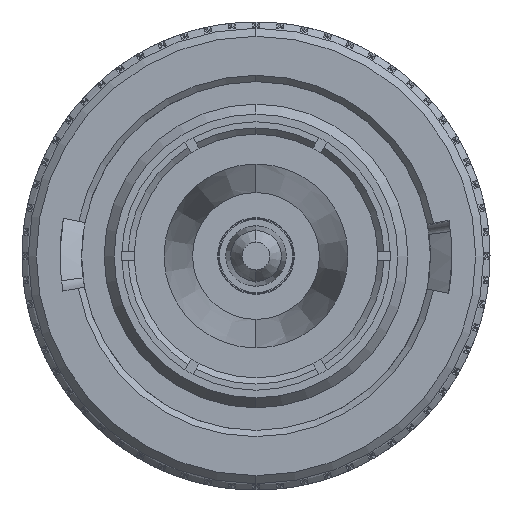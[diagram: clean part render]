
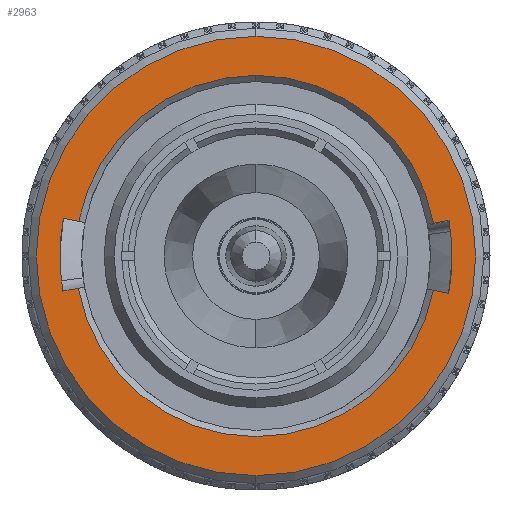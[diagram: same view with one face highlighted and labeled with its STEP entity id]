
A CAD part, left-side view. The second image highlights one B-rep face of the part: STEP entity #2963.
In plain terms, the highlighted planar face has unit normal (-1, 0, 0).
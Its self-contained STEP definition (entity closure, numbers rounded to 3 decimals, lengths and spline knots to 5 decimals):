
#726 = EDGE_CURVE ( 'NONE', #69352, #7357, #127701, .T. ) ;
#1825 = VERTEX_POINT ( 'NONE', #173742 ) ;
#2037 = EDGE_CURVE ( 'NONE', #19664, #69352, #63385, .T. ) ;
#2963 = ADVANCED_FACE ( 'NONE', ( #163198, #43920 ), #44902, .F. ) ;
#4106 = ORIENTED_EDGE ( 'NONE', *, *, #10671, .T. ) ;
#5442 = DIRECTION ( 'NONE',  ( 1., 0., 0. ) ) ;
#6007 = B_SPLINE_CURVE_WITH_KNOTS ( 'NONE', 3,
 ( #75167, #132858, #104000, #195524 ),
 .UNSPECIFIED., .F., .F.,
 ( 4, 4 ),
 ( 0., 0.71429 ),
 .UNSPECIFIED. ) ;
#7357 = VERTEX_POINT ( 'NONE', #26008 ) ;
#9243 = CARTESIAN_POINT ( 'NONE',  ( 0., 0., 0.28872 ) ) ;
#10671 = EDGE_CURVE ( 'NONE', #142228, #43618, #30479, .T. ) ;
#10907 = EDGE_CURVE ( 'NONE', #123078, #92113, #36850, .T. ) ;
#14063 = CARTESIAN_POINT ( 'NONE',  ( 0., 0., -0.35114 ) ) ;
#16292 = ORIENTED_EDGE ( 'NONE', *, *, #182200, .F. ) ;
#18590 = DIRECTION ( 'NONE',  ( 0., 0., -1. ) ) ;
#19664 = VERTEX_POINT ( 'NONE', #68404 ) ;
#22414 = CARTESIAN_POINT ( 'NONE',  ( 0., 0.28333, 0.05553 ) ) ;
#26008 = CARTESIAN_POINT ( 'NONE',  ( 0., 0.28406, -0.05163 ) ) ;
#26599 = ORIENTED_EDGE ( 'NONE', *, *, #87877, .F. ) ;
#27318 = AXIS2_PLACEMENT_3D ( 'NONE', #189468, #154698, #18590 ) ;
#28559 = ORIENTED_EDGE ( 'NONE', *, *, #178779, .T. ) ;
#30479 = CIRCLE ( 'NONE', #112839, 0.35114 ) ;
#35049 = AXIS2_PLACEMENT_3D ( 'NONE', #85587, #192967, #87519 ) ;
#35592 = ORIENTED_EDGE ( 'NONE', *, *, #726, .T. ) ;
#35700 = AXIS2_PLACEMENT_3D ( 'NONE', #70458, #134958, #42559 ) ;
#36357 = CARTESIAN_POINT ( 'NONE',  ( 0., -0.28347, -0.05481 ) ) ;
#36850 = CIRCLE ( 'NONE', #27318, 0.31372 ) ;
#40397 = EDGE_LOOP ( 'NONE', ( #28559, #4106 ) ) ;
#42559 = DIRECTION ( 'NONE',  ( 0., 0., -1. ) ) ;
#43618 = VERTEX_POINT ( 'NONE', #14063 ) ;
#43920 = FACE_OUTER_BOUND ( 'NONE', #40397, .T. ) ;
#44902 = PLANE ( 'NONE',  #153121 ) ;
#50524 = EDGE_LOOP ( 'NONE', ( #137540, #75437, #173087, #26599, #81598, #170940, #35592, #16292, #178316 ) ) ;
#53567 = CIRCLE ( 'NONE', #79006, 0.28872 ) ;
#54133 = CARTESIAN_POINT ( 'NONE',  ( 0., -0.30801, -0.05955 ) ) ;
#57501 = CARTESIAN_POINT ( 'NONE',  ( 0., 0., 0. ) ) ;
#60198 = CARTESIAN_POINT ( 'NONE',  ( 0., -0.30852, 0.0569 ) ) ;
#63310 = DIRECTION ( 'NONE',  ( -1., 0., 0. ) ) ;
#63385 = B_SPLINE_CURVE_WITH_KNOTS ( 'NONE', 3,
 ( #54133, #112812, #175429, #36357 ),
 .UNSPECIFIED., .F., .F.,
 ( 4, 4 ),
 ( 0., 0.71429 ),
 .UNSPECIFIED. ) ;
#63546 = CIRCLE ( 'NONE', #85636, 0.35114 ) ;
#63982 = CARTESIAN_POINT ( 'NONE',  ( 0., 0., 0.35114 ) ) ;
#68404 = CARTESIAN_POINT ( 'NONE',  ( 0., -0.30801, -0.05955 ) ) ;
#69352 = VERTEX_POINT ( 'NONE', #127413 ) ;
#70458 = CARTESIAN_POINT ( 'NONE',  ( 0., 0., 0. ) ) ;
#75167 = CARTESIAN_POINT ( 'NONE',  ( 0., 0.30786, 0.06033 ) ) ;
#75437 = ORIENTED_EDGE ( 'NONE', *, *, #179575, .T. ) ;
#79006 = AXIS2_PLACEMENT_3D ( 'NONE', #57501, #163855, #152897 ) ;
#81598 = ORIENTED_EDGE ( 'NONE', *, *, #126899, .T. ) ;
#83869 = CARTESIAN_POINT ( 'NONE',  ( 0., 0.30786, 0.06033 ) ) ;
#85587 = CARTESIAN_POINT ( 'NONE',  ( 0., 0., 0. ) ) ;
#85636 = AXIS2_PLACEMENT_3D ( 'NONE', #135143, #181879, #151008 ) ;
#87519 = DIRECTION ( 'NONE',  ( 0., 0., -1. ) ) ;
#87877 = EDGE_CURVE ( 'NONE', #1825, #93212, #169709, .T. ) ;
#92113 = VERTEX_POINT ( 'NONE', #83869 ) ;
#92967 = B_SPLINE_CURVE_WITH_KNOTS ( 'NONE', 3,
 ( #95297, #140008, #123111, #125086 ),
 .UNSPECIFIED., .F., .F.,
 ( 4, 4 ),
 ( 0., 0.71429 ),
 .UNSPECIFIED. ) ;
#93212 = VERTEX_POINT ( 'NONE', #134254 ) ;
#94927 = CARTESIAN_POINT ( 'NONE',  ( 0., 0.30866, -0.0561 ) ) ;
#95297 = CARTESIAN_POINT ( 'NONE',  ( 0., 0.30866, -0.0561 ) ) ;
#104000 = CARTESIAN_POINT ( 'NONE',  ( 0., 0.29151, 0.05713 ) ) ;
#105522 = DIRECTION ( 'NONE',  ( 1., 0., 0. ) ) ;
#111029 = CIRCLE ( 'NONE', #35049, 0.28872 ) ;
#112812 = CARTESIAN_POINT ( 'NONE',  ( 0., -0.29983, -0.05797 ) ) ;
#112839 = AXIS2_PLACEMENT_3D ( 'NONE', #138809, #63310, #123898 ) ;
#116346 = CIRCLE ( 'NONE', #167190, 0.31372 ) ;
#117409 = VERTEX_POINT ( 'NONE', #22414 ) ;
#118432 = DIRECTION ( 'NONE',  ( 0., 1., 0. ) ) ;
#123078 = VERTEX_POINT ( 'NONE', #94927 ) ;
#123111 = CARTESIAN_POINT ( 'NONE',  ( 0., 0.29226, -0.05312 ) ) ;
#123898 = DIRECTION ( 'NONE',  ( 0., 0., -1. ) ) ;
#125086 = CARTESIAN_POINT ( 'NONE',  ( 0., 0.28406, -0.05163 ) ) ;
#126899 = EDGE_CURVE ( 'NONE', #1825, #19664, #116346, .T. ) ;
#127413 = CARTESIAN_POINT ( 'NONE',  ( 0., -0.28347, -0.05481 ) ) ;
#127701 = CIRCLE ( 'NONE', #35700, 0.28872 ) ;
#132858 = CARTESIAN_POINT ( 'NONE',  ( 0., 0.29968, 0.05873 ) ) ;
#134254 = CARTESIAN_POINT ( 'NONE',  ( 0., -0.28393, 0.05236 ) ) ;
#134958 = DIRECTION ( 'NONE',  ( 1., 0., 0. ) ) ;
#135143 = CARTESIAN_POINT ( 'NONE',  ( 0., 0., 0. ) ) ;
#137540 = ORIENTED_EDGE ( 'NONE', *, *, #171008, .T. ) ;
#138809 = CARTESIAN_POINT ( 'NONE',  ( 0., 0., 0. ) ) ;
#140008 = CARTESIAN_POINT ( 'NONE',  ( 0., 0.30046, -0.05461 ) ) ;
#141556 = CARTESIAN_POINT ( 'NONE',  ( 0., 0., 0. ) ) ;
#142228 = VERTEX_POINT ( 'NONE', #63982 ) ;
#151008 = DIRECTION ( 'NONE',  ( 0., 0., -1. ) ) ;
#152436 = VERTEX_POINT ( 'NONE', #9243 ) ;
#152897 = DIRECTION ( 'NONE',  ( 0., 0., -1. ) ) ;
#153121 = AXIS2_PLACEMENT_3D ( 'NONE', #164175, #105522, #118432 ) ;
#154698 = DIRECTION ( 'NONE',  ( 1., 0., 0. ) ) ;
#163198 = FACE_BOUND ( 'NONE', #50524, .T. ) ;
#163855 = DIRECTION ( 'NONE',  ( 1., 0., 0. ) ) ;
#164175 = CARTESIAN_POINT ( 'NONE',  ( 0., 0., 0. ) ) ;
#164862 = EDGE_CURVE ( 'NONE', #152436, #93212, #53567, .T. ) ;
#167190 = AXIS2_PLACEMENT_3D ( 'NONE', #141556, #5442, #187342 ) ;
#169709 = B_SPLINE_CURVE_WITH_KNOTS ( 'NONE', 1,
 ( #60198, #194485 ),
 .UNSPECIFIED., .F., .F.,
 ( 2, 2 ),
 ( 0., 0.71429 ),
 .UNSPECIFIED. ) ;
#170940 = ORIENTED_EDGE ( 'NONE', *, *, #2037, .T. ) ;
#171008 = EDGE_CURVE ( 'NONE', #92113, #117409, #6007, .T. ) ;
#173087 = ORIENTED_EDGE ( 'NONE', *, *, #164862, .T. ) ;
#173742 = CARTESIAN_POINT ( 'NONE',  ( 0., -0.30852, 0.0569 ) ) ;
#175429 = CARTESIAN_POINT ( 'NONE',  ( 0., -0.29165, -0.05639 ) ) ;
#178316 = ORIENTED_EDGE ( 'NONE', *, *, #10907, .T. ) ;
#178779 = EDGE_CURVE ( 'NONE', #43618, #142228, #63546, .T. ) ;
#179575 = EDGE_CURVE ( 'NONE', #117409, #152436, #111029, .T. ) ;
#181879 = DIRECTION ( 'NONE',  ( -1., 0., 0. ) ) ;
#182200 = EDGE_CURVE ( 'NONE', #123078, #7357, #92967, .T. ) ;
#187342 = DIRECTION ( 'NONE',  ( 0., 0., -1. ) ) ;
#189468 = CARTESIAN_POINT ( 'NONE',  ( 0., 0., 0. ) ) ;
#192967 = DIRECTION ( 'NONE',  ( 1., 0., 0. ) ) ;
#194485 = CARTESIAN_POINT ( 'NONE',  ( 0., -0.28393, 0.05236 ) ) ;
#195524 = CARTESIAN_POINT ( 'NONE',  ( 0., 0.28333, 0.05553 ) ) ;
